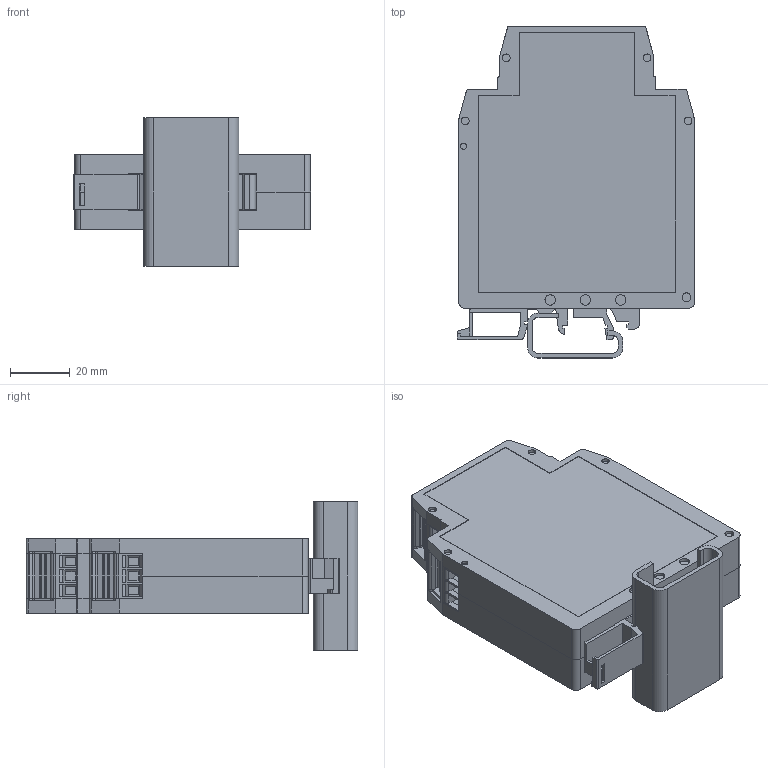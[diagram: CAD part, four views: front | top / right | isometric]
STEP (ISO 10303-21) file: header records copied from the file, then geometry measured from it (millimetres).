
FILE_DESCRIPTION((''),'2;1');
FILE_NAME('0908261.stp','2011-05-26T16:16:31',(''),(''),'Mechanical Desktop 2009','Mechanical Desktop 2009',', , ');
FILE_SCHEMA(('CONFIG_CONTROL_DESIGN'));
Length unit declared in the file: millimetre
Products named in the file (7): E0908261; UEGH_25; UEGH_BE-MT_KPL_H.SELECT__00457947; UEGH-SE_5_H.SELECT__00457814.1; UEG-FE_FUSSELEMENT_H.SELECT_00446547; TEIL1; RM_SDB
Assembly tree (9 placements, depth 3):
  E0908261
    UEGH_25
      UEGH_BE-MT_KPL_H.SELECT__00457947
      UEGH-SE_5_H.SELECT__00457814.1  x2
      UEG-FE_FUSSELEMENT_H.SELECT_00446547
    TEIL1
    RM_SDB  x3
Bounding box: 79.65 x 111.5 x 50 mm (x, y, z)
Volume: 61041.8 mm3; surface area: 63142.3 mm2
Topology: 5 solids, 5 shells, 1025 faces, 2861 edges, 1900 vertices
Faces by surface type: plane 763, cylinder 262
Entity records: 27315 total; most frequent: CARTESIAN_POINT 4800, ORIENTED_EDGE 4744, DIRECTION 4540, EDGE_CURVE 2372, VECTOR 1914, LINE 1914, VERTEX_POINT 1573, AXIS2_PLACEMENT_3D 1313
